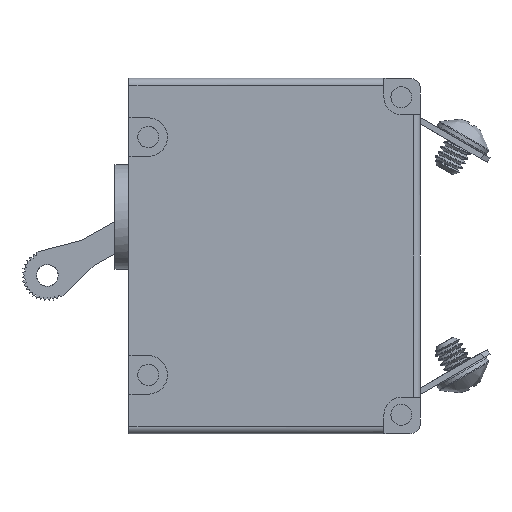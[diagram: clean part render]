
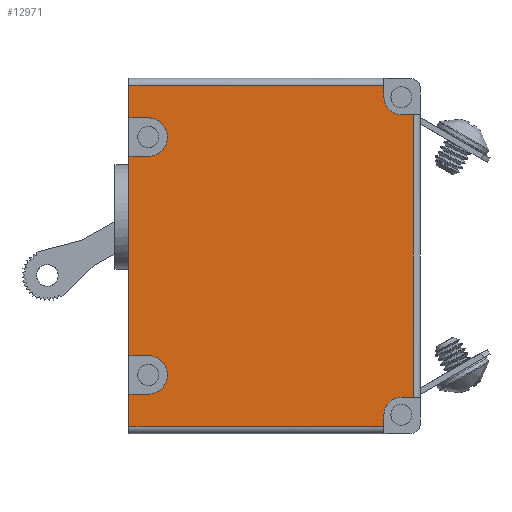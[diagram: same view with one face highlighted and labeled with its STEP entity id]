
A CAD part, front view. The second image highlights one B-rep face of the part: STEP entity #12971.
In plain terms, the highlighted free-form (B-spline) face has degree [1, 1] with [2, 2] control points.
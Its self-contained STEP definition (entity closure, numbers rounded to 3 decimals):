
#12190 = VERTEX_POINT('',#12191);
#12191 = CARTESIAN_POINT('',(-0.34,-12.968,
    12.322));
#12209 = VERTEX_POINT('',#12210);
#12210 = CARTESIAN_POINT('',(-0.34,-12.968,
    19.81));
#12215 = EDGE_CURVE('',#12209,#12190,#12216,.T.);
#12216 = ( BOUNDED_CURVE() B_SPLINE_CURVE(2,(#12217,#12218,#12219,#12220
,#12221),.UNSPECIFIED.,.F.,.F.) B_SPLINE_CURVE_WITH_KNOTS((3,2,3),(0.,
1.571,3.142),.PIECEWISE_BEZIER_KNOTS.) CURVE() 
GEOMETRIC_REPRESENTATION_ITEM() RATIONAL_B_SPLINE_CURVE((1.,
0.707,1.,0.707,1.)) REPRESENTATION_ITEM('') );
#12217 = CARTESIAN_POINT('',(-0.34,-12.968,
    19.81));
#12218 = CARTESIAN_POINT('',(3.404,-12.968,
    19.81));
#12219 = CARTESIAN_POINT('',(3.404,-12.968,
    16.066));
#12220 = CARTESIAN_POINT('',(3.404,-12.968,
    12.322));
#12221 = CARTESIAN_POINT('',(-0.34,-12.968,
    12.322));
#12237 = EDGE_CURVE('',#12238,#12209,#12240,.T.);
#12238 = VERTEX_POINT('',#12239);
#12239 = CARTESIAN_POINT('',(-4.084,-12.968,
    19.81));
#12240 = B_SPLINE_CURVE_WITH_KNOTS('',1,(#12241,#12242),.UNSPECIFIED.,
  .F.,.F.,(2,2),(-10.414,-7.664),.PIECEWISE_BEZIER_KNOTS.);
#12241 = CARTESIAN_POINT('',(-4.084,-12.968,
    19.81));
#12242 = CARTESIAN_POINT('',(-0.34,-12.968,
    19.81));
#12265 = EDGE_CURVE('',#12190,#12266,#12268,.T.);
#12266 = VERTEX_POINT('',#12267);
#12267 = CARTESIAN_POINT('',(-4.084,-12.968,
    12.322));
#12268 = B_SPLINE_CURVE_WITH_KNOTS('',1,(#12269,#12270),.UNSPECIFIED.,
  .F.,.F.,(2,2),(9.039,11.789),.PIECEWISE_BEZIER_KNOTS.);
#12269 = CARTESIAN_POINT('',(-0.34,-12.968,
    12.322));
#12270 = CARTESIAN_POINT('',(-4.084,-12.968,
    12.322));
#12312 = EDGE_CURVE('',#12313,#12315,#12317,.T.);
#12313 = VERTEX_POINT('',#12314);
#12314 = CARTESIAN_POINT('',(-4.084,-12.968,
    -26.481));
#12315 = VERTEX_POINT('',#12316);
#12316 = CARTESIAN_POINT('',(-0.34,-12.968,
    -26.481));
#12317 = B_SPLINE_CURVE_WITH_KNOTS('',1,(#12318,#12319),.UNSPECIFIED.,
  .F.,.F.,(2,2),(-10.414,-7.664),.PIECEWISE_BEZIER_KNOTS.);
#12318 = CARTESIAN_POINT('',(-4.084,-12.968,
    -26.481));
#12319 = CARTESIAN_POINT('',(-0.34,-12.968,
    -26.481));
#12348 = EDGE_CURVE('',#12349,#12351,#12353,.T.);
#12349 = VERTEX_POINT('',#12350);
#12350 = CARTESIAN_POINT('',(-0.34,-12.968,
    -33.969));
#12351 = VERTEX_POINT('',#12352);
#12352 = CARTESIAN_POINT('',(-4.084,-12.968,
    -33.969));
#12353 = B_SPLINE_CURVE_WITH_KNOTS('',1,(#12354,#12355),.UNSPECIFIED.,
  .F.,.F.,(2,2),(9.039,11.789),.PIECEWISE_BEZIER_KNOTS.);
#12354 = CARTESIAN_POINT('',(-0.34,-12.968,
    -33.969));
#12355 = CARTESIAN_POINT('',(-4.084,-12.968,
    -33.969));
#12394 = EDGE_CURVE('',#12315,#12349,#12395,.T.);
#12395 = ( BOUNDED_CURVE() B_SPLINE_CURVE(2,(#12396,#12397,#12398,#12399
,#12400),.UNSPECIFIED.,.F.,.F.) B_SPLINE_CURVE_WITH_KNOTS((3,2,3),(0.,
1.571,3.142),.PIECEWISE_BEZIER_KNOTS.) CURVE() 
GEOMETRIC_REPRESENTATION_ITEM() RATIONAL_B_SPLINE_CURVE((1.,
0.707,1.,0.707,1.)) REPRESENTATION_ITEM('') );
#12396 = CARTESIAN_POINT('',(-0.34,-12.968,
    -26.481));
#12397 = CARTESIAN_POINT('',(3.404,-12.968,
    -26.481));
#12398 = CARTESIAN_POINT('',(3.404,-12.968,
    -30.225));
#12399 = CARTESIAN_POINT('',(3.404,-12.968,
    -33.969));
#12400 = CARTESIAN_POINT('',(-0.34,-12.968,
    -33.969));
#12436 = VERTEX_POINT('',#12437);
#12437 = CARTESIAN_POINT('',(45.55,-12.968,
    26.141));
#12445 = EDGE_CURVE('',#12446,#12436,#12448,.T.);
#12446 = VERTEX_POINT('',#12447);
#12447 = CARTESIAN_POINT('',(45.55,-12.968,
    23.826));
#12448 = B_SPLINE_CURVE_WITH_KNOTS('',1,(#12449,#12450),.UNSPECIFIED.,
  .F.,.F.,(2,2),(11.35,13.05),.PIECEWISE_BEZIER_KNOTS.);
#12449 = CARTESIAN_POINT('',(45.55,-12.968,
    23.826));
#12450 = CARTESIAN_POINT('',(45.55,-12.968,
    26.141));
#12482 = VERTEX_POINT('',#12483);
#12483 = CARTESIAN_POINT('',(48.954,-12.968,
    20.422));
#12488 = EDGE_CURVE('',#12482,#12446,#12489,.T.);
#12489 = ( BOUNDED_CURVE() B_SPLINE_CURVE(2,(#12490,#12491,#12492),
.UNSPECIFIED.,.F.,.F.) B_SPLINE_CURVE_WITH_KNOTS((3,3),(0.,
1.571),.PIECEWISE_BEZIER_KNOTS.) CURVE() 
GEOMETRIC_REPRESENTATION_ITEM() RATIONAL_B_SPLINE_CURVE((1.,
0.707,1.)) REPRESENTATION_ITEM('') );
#12490 = CARTESIAN_POINT('',(48.954,-12.968,
    20.422));
#12491 = CARTESIAN_POINT('',(45.55,-12.968,
    20.422));
#12492 = CARTESIAN_POINT('',(45.55,-12.968,
    23.826));
#12507 = VERTEX_POINT('',#12508);
#12508 = CARTESIAN_POINT('',(51.268,-12.968,
    20.422));
#12520 = EDGE_CURVE('',#12507,#12482,#12521,.T.);
#12521 = B_SPLINE_CURVE_WITH_KNOTS('',1,(#12522,#12523),.UNSPECIFIED.,
  .F.,.F.,(2,2),(-9.414,-7.714),.PIECEWISE_BEZIER_KNOTS.);
#12522 = CARTESIAN_POINT('',(51.268,-12.968,
    20.422));
#12523 = CARTESIAN_POINT('',(48.954,-12.968,
    20.422));
#12568 = VERTEX_POINT('',#12569);
#12569 = CARTESIAN_POINT('',(51.268,-12.968,
    -34.582));
#12577 = EDGE_CURVE('',#12578,#12568,#12580,.T.);
#12578 = VERTEX_POINT('',#12579);
#12579 = CARTESIAN_POINT('',(48.954,-12.968,
    -34.582));
#12580 = B_SPLINE_CURVE_WITH_KNOTS('',1,(#12581,#12582),.UNSPECIFIED.,
  .F.,.F.,(2,2),(9.064,10.764),.PIECEWISE_BEZIER_KNOTS.);
#12581 = CARTESIAN_POINT('',(48.954,-12.968,
    -34.582));
#12582 = CARTESIAN_POINT('',(51.268,-12.968,
    -34.582));
#12614 = VERTEX_POINT('',#12615);
#12615 = CARTESIAN_POINT('',(45.55,-12.968,
    -37.986));
#12620 = EDGE_CURVE('',#12614,#12578,#12621,.T.);
#12621 = ( BOUNDED_CURVE() B_SPLINE_CURVE(2,(#12622,#12623,#12624),
.UNSPECIFIED.,.F.,.F.) B_SPLINE_CURVE_WITH_KNOTS((3,3),(0.,
1.571),.PIECEWISE_BEZIER_KNOTS.) CURVE() 
GEOMETRIC_REPRESENTATION_ITEM() RATIONAL_B_SPLINE_CURVE((1.,
0.707,1.)) REPRESENTATION_ITEM('') );
#12622 = CARTESIAN_POINT('',(45.55,-12.968,
    -37.986));
#12623 = CARTESIAN_POINT('',(45.55,-12.968,
    -34.582));
#12624 = CARTESIAN_POINT('',(48.954,-12.968,
    -34.582));
#12639 = VERTEX_POINT('',#12640);
#12640 = CARTESIAN_POINT('',(45.55,-12.968,
    -40.3));
#12652 = EDGE_CURVE('',#12639,#12614,#12653,.T.);
#12653 = B_SPLINE_CURVE_WITH_KNOTS('',1,(#12654,#12655),.UNSPECIFIED.,
  .F.,.F.,(2,2),(-11.7,-10.),.PIECEWISE_BEZIER_KNOTS.);
#12654 = CARTESIAN_POINT('',(45.55,-12.968,
    -40.3));
#12655 = CARTESIAN_POINT('',(45.55,-12.968,
    -37.986));
#12721 = VERTEX_POINT('',#12722);
#12722 = CARTESIAN_POINT('',(-4.084,-12.968,
    -40.3));
#12728 = EDGE_CURVE('',#12351,#12721,#12729,.T.);
#12729 = B_SPLINE_CURVE_WITH_KNOTS('',1,(#12730,#12731),.UNSPECIFIED.,
  .F.,.F.,(2,2),(-5.65,-1.),.PIECEWISE_BEZIER_KNOTS.);
#12730 = CARTESIAN_POINT('',(-4.084,-12.968,
    -33.969));
#12731 = CARTESIAN_POINT('',(-4.084,-12.968,
    -40.3));
#12736 = EDGE_CURVE('',#12266,#12313,#12737,.T.);
#12737 = B_SPLINE_CURVE_WITH_KNOTS('',1,(#12738,#12739),.UNSPECIFIED.,
  .F.,.F.,(2,2),(-39.65,-11.15),
  .PIECEWISE_BEZIER_KNOTS.);
#12738 = CARTESIAN_POINT('',(-4.084,-12.968,
    12.322));
#12739 = CARTESIAN_POINT('',(-4.084,-12.968,
    -26.481));
#12744 = EDGE_CURVE('',#12745,#12238,#12747,.T.);
#12745 = VERTEX_POINT('',#12746);
#12746 = CARTESIAN_POINT('',(-4.084,-12.968,
    26.141));
#12747 = B_SPLINE_CURVE_WITH_KNOTS('',1,(#12748,#12749),.UNSPECIFIED.,
  .F.,.F.,(2,2),(-49.8,-45.15),.PIECEWISE_BEZIER_KNOTS.);
#12748 = CARTESIAN_POINT('',(-4.084,-12.968,
    26.141));
#12749 = CARTESIAN_POINT('',(-4.084,-12.968,
    19.81));
#12792 = EDGE_CURVE('',#12745,#12436,#12793,.T.);
#12793 = B_SPLINE_CURVE_WITH_KNOTS('',1,(#12794,#12795),.UNSPECIFIED.,
  .F.,.F.,(2,2),(-10.414,26.042),.PIECEWISE_BEZIER_KNOTS.);
#12794 = CARTESIAN_POINT('',(-4.084,-12.968,
    26.141));
#12795 = CARTESIAN_POINT('',(45.55,-12.968,
    26.141));
#12940 = EDGE_CURVE('',#12639,#12721,#12941,.T.);
#12941 = B_SPLINE_CURVE_WITH_KNOTS('',1,(#12942,#12943),.UNSPECIFIED.,
  .F.,.F.,(2,2),(-5.964,30.492),.PIECEWISE_BEZIER_KNOTS.);
#12942 = CARTESIAN_POINT('',(45.55,-12.968,
    -40.3));
#12943 = CARTESIAN_POINT('',(-4.084,-12.968,
    -40.3));
#12958 = EDGE_CURVE('',#12507,#12568,#12959,.T.);
#12959 = B_SPLINE_CURVE_WITH_KNOTS('',1,(#12960,#12961),.UNSPECIFIED.,
  .F.,.F.,(2,2),(-8.25,32.15),.PIECEWISE_BEZIER_KNOTS.);
#12960 = CARTESIAN_POINT('',(51.268,-12.968,
    20.422));
#12961 = CARTESIAN_POINT('',(51.268,-12.968,
    -34.582));
#12971 = ADVANCED_FACE('',(#12972),#12992,.F.);
#12972 = FACE_BOUND('',#12973,.T.);
#12973 = EDGE_LOOP('',(#12974,#12975,#12976,#12977,#12978,#12979,#12980,
    #12981,#12982,#12983,#12984,#12985,#12986,#12987,#12988,#12989,
    #12990,#12991));
#12974 = ORIENTED_EDGE('',*,*,#12265,.T.);
#12975 = ORIENTED_EDGE('',*,*,#12736,.T.);
#12976 = ORIENTED_EDGE('',*,*,#12312,.T.);
#12977 = ORIENTED_EDGE('',*,*,#12394,.T.);
#12978 = ORIENTED_EDGE('',*,*,#12348,.T.);
#12979 = ORIENTED_EDGE('',*,*,#12728,.T.);
#12980 = ORIENTED_EDGE('',*,*,#12940,.F.);
#12981 = ORIENTED_EDGE('',*,*,#12652,.T.);
#12982 = ORIENTED_EDGE('',*,*,#12620,.T.);
#12983 = ORIENTED_EDGE('',*,*,#12577,.T.);
#12984 = ORIENTED_EDGE('',*,*,#12958,.F.);
#12985 = ORIENTED_EDGE('',*,*,#12520,.T.);
#12986 = ORIENTED_EDGE('',*,*,#12488,.T.);
#12987 = ORIENTED_EDGE('',*,*,#12445,.T.);
#12988 = ORIENTED_EDGE('',*,*,#12792,.F.);
#12989 = ORIENTED_EDGE('',*,*,#12744,.T.);
#12990 = ORIENTED_EDGE('',*,*,#12237,.T.);
#12991 = ORIENTED_EDGE('',*,*,#12215,.T.);
#12992 = B_SPLINE_SURFACE_WITH_KNOTS('',1,1,(
    (#12993,#12994)
    ,(#12995,#12996
    )),.UNSPECIFIED.,.F.,.F.,.F.,(2,2),(2,2),(-20.828,19.828),(-24.4,
    24.4),.PIECEWISE_BEZIER_KNOTS.);
#12993 = CARTESIAN_POINT('',(-4.084,-12.968,
    26.141));
#12994 = CARTESIAN_POINT('',(-4.084,-12.968,
    -40.3));
#12995 = CARTESIAN_POINT('',(51.268,-12.968,
    26.141));
#12996 = CARTESIAN_POINT('',(51.268,-12.968,
    -40.3));
